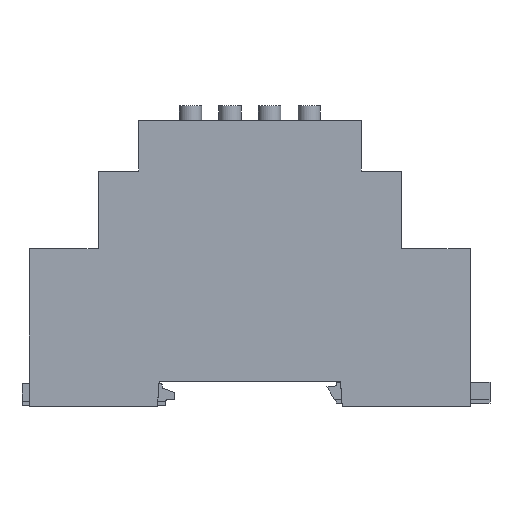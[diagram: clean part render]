
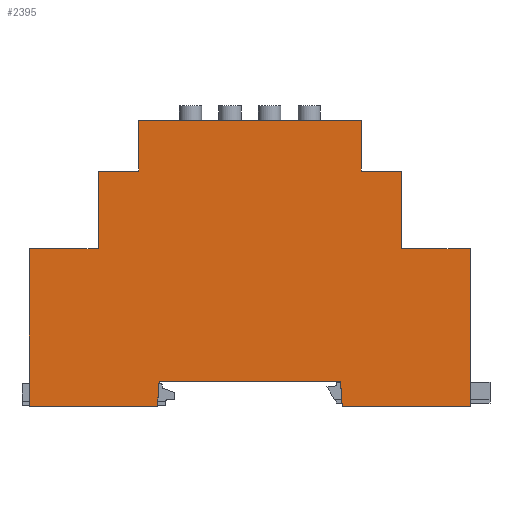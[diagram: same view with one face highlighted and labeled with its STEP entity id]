
A CAD part, left-side view. The second image highlights one B-rep face of the part: STEP entity #2395.
In plain terms, the highlighted planar face has unit normal (-1, 0, 0).
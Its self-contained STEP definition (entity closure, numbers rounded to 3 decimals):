
#2395=ADVANCED_FACE('',(#13524),#13526,.T.);
#13524=FACE_BOUND('',#13525,.T.);
#13525=EDGE_LOOP('',(#23331,#23332,#23333,#23334,#23335,#23336,#23337,#23338,#23339,
#23340,#23341,#23342,#23343,#23344,#23345,#23346));
#13526=PLANE('',#13527);
#13527=AXIS2_PLACEMENT_3D('',#13528,#13529,#13530);
#13528=CARTESIAN_POINT('',(-35.5,0.,0.));
#13529=DIRECTION('',(-1.,0.,0.));
#13530=DIRECTION('',(0.,0.,-1.));
#23331=ORIENTED_EDGE('',*,*,#29768,.T.);
#23332=ORIENTED_EDGE('',*,*,#29769,.T.);
#23333=ORIENTED_EDGE('',*,*,#29770,.T.);
#23334=ORIENTED_EDGE('',*,*,#29771,.T.);
#23335=ORIENTED_EDGE('',*,*,#29772,.T.);
#23336=ORIENTED_EDGE('',*,*,#29773,.T.);
#23337=ORIENTED_EDGE('',*,*,#29774,.T.);
#23338=ORIENTED_EDGE('',*,*,#29775,.T.);
#23339=ORIENTED_EDGE('',*,*,#29776,.T.);
#23340=ORIENTED_EDGE('',*,*,#29777,.T.);
#23341=ORIENTED_EDGE('',*,*,#29778,.T.);
#23342=ORIENTED_EDGE('',*,*,#29191,.T.);
#23343=ORIENTED_EDGE('',*,*,#29767,.T.);
#23344=ORIENTED_EDGE('',*,*,#29779,.T.);
#23345=ORIENTED_EDGE('',*,*,#29780,.T.);
#23346=ORIENTED_EDGE('',*,*,#29781,.T.);
#29191=EDGE_CURVE('',#33361,#33359,#33362,.T.);
#29767=EDGE_CURVE('',#33359,#34504,#34506,.T.);
#29768=EDGE_CURVE('',#34507,#34508,#34509,.T.);
#29769=EDGE_CURVE('',#34508,#34510,#34511,.T.);
#29770=EDGE_CURVE('',#34510,#34512,#34513,.T.);
#29771=EDGE_CURVE('',#34512,#34514,#34515,.T.);
#29772=EDGE_CURVE('',#34514,#34516,#34517,.T.);
#29773=EDGE_CURVE('',#34516,#34518,#34519,.T.);
#29774=EDGE_CURVE('',#34518,#34520,#34521,.T.);
#29775=EDGE_CURVE('',#34520,#34522,#34523,.T.);
#29776=EDGE_CURVE('',#34522,#34524,#34525,.T.);
#29777=EDGE_CURVE('',#34524,#34526,#34527,.T.);
#29778=EDGE_CURVE('',#34526,#33361,#34528,.T.);
#29779=EDGE_CURVE('',#34504,#34529,#34530,.T.);
#29780=EDGE_CURVE('',#34529,#34531,#34532,.T.);
#29781=EDGE_CURVE('',#34531,#34507,#34533,.T.);
#33359=VERTEX_POINT('',#40896);
#33361=VERTEX_POINT('',#40900);
#33362=LINE('',#40901,#40902);
#34504=VERTEX_POINT('',#43261);
#34506=LINE('',#43265,#43266);
#34507=VERTEX_POINT('',#43268);
#34508=VERTEX_POINT('',#43269);
#34509=LINE('',#43270,#43271);
#34510=VERTEX_POINT('',#43273);
#34511=LINE('',#43274,#43275);
#34512=VERTEX_POINT('',#43277);
#34513=LINE('',#43278,#43279);
#34514=VERTEX_POINT('',#43281);
#34515=LINE('',#43282,#43283);
#34516=VERTEX_POINT('',#43285);
#34517=LINE('',#43286,#43287);
#34518=VERTEX_POINT('',#43289);
#34519=LINE('',#43290,#43291);
#34520=VERTEX_POINT('',#43293);
#34521=LINE('',#43294,#43295);
#34522=VERTEX_POINT('',#43297);
#34523=LINE('',#43298,#43299);
#34524=VERTEX_POINT('',#43301);
#34525=LINE('',#43302,#43303);
#34526=VERTEX_POINT('',#43305);
#34527=LINE('',#43306,#43307);
#34528=LINE('',#43309,#43310);
#34529=VERTEX_POINT('',#43312);
#34530=LINE('',#43313,#43314);
#34531=VERTEX_POINT('',#43316);
#34532=LINE('',#43317,#43318);
#34533=LINE('',#43320,#43321);
#40896=CARTESIAN_POINT('',(-35.5,22.5,52.804));
#40900=CARTESIAN_POINT('',(-35.5,-22.5,52.804));
#40901=CARTESIAN_POINT('',(-35.5,-22.5,52.804));
#40902=VECTOR('',#40903,1.);
#40903=DIRECTION('',(0.,1.,0.));
#43261=CARTESIAN_POINT('',(-35.5,22.5,42.606));
#43265=CARTESIAN_POINT('',(-35.5,22.5,52.804));
#43266=VECTOR('',#43267,1.);
#43267=DIRECTION('',(0.,0.,-1.));
#43268=CARTESIAN_POINT('',(-35.5,44.6,26.878));
#43269=CARTESIAN_POINT('',(-35.5,44.6,-4.987));
#43270=CARTESIAN_POINT('',(-35.5,44.6,26.878));
#43271=VECTOR('',#43272,1.);
#43272=DIRECTION('',(0.,0.,-1.));
#43273=CARTESIAN_POINT('',(-35.5,18.7,-4.987));
#43274=CARTESIAN_POINT('',(-35.5,44.6,-4.987));
#43275=VECTOR('',#43276,1.);
#43276=DIRECTION('',(0.,-1.,0.));
#43277=CARTESIAN_POINT('',(-35.5,18.351,0.));
#43278=CARTESIAN_POINT('',(-35.5,18.7,-4.987));
#43279=VECTOR('',#43280,1.);
#43280=DIRECTION('',(0.,-0.07,0.998));
#43281=CARTESIAN_POINT('',(-35.5,-18.351,0.));
#43282=CARTESIAN_POINT('',(-35.5,18.351,0.));
#43283=VECTOR('',#43284,1.);
#43284=DIRECTION('',(0.,-1.,0.));
#43285=CARTESIAN_POINT('',(-35.5,-18.7,-4.987));
#43286=CARTESIAN_POINT('',(-35.5,-18.351,0.));
#43287=VECTOR('',#43288,1.);
#43288=DIRECTION('',(0.,-0.07,-0.998));
#43289=CARTESIAN_POINT('',(-35.5,-44.6,-4.987));
#43290=CARTESIAN_POINT('',(-35.5,-18.7,-4.987));
#43291=VECTOR('',#43292,1.);
#43292=DIRECTION('',(0.,-1.,0.));
#43293=CARTESIAN_POINT('',(-35.5,-44.6,26.878));
#43294=CARTESIAN_POINT('',(-35.5,-44.6,-4.987));
#43295=VECTOR('',#43296,1.);
#43296=DIRECTION('',(0.,0.,1.));
#43297=CARTESIAN_POINT('',(-35.5,-30.7,26.878));
#43298=CARTESIAN_POINT('',(-35.5,-44.6,26.878));
#43299=VECTOR('',#43300,1.);
#43300=DIRECTION('',(0.,1.,0.));
#43301=CARTESIAN_POINT('',(-35.5,-30.7,42.606));
#43302=CARTESIAN_POINT('',(-35.5,-30.7,26.878));
#43303=VECTOR('',#43304,1.);
#43304=DIRECTION('',(0.,0.,1.));
#43305=CARTESIAN_POINT('',(-35.5,-22.5,42.606));
#43306=CARTESIAN_POINT('',(-35.5,-30.7,42.606));
#43307=VECTOR('',#43308,1.);
#43308=DIRECTION('',(0.,1.,0.));
#43309=CARTESIAN_POINT('',(-35.5,-22.5,42.606));
#43310=VECTOR('',#43311,1.);
#43311=DIRECTION('',(0.,0.,1.));
#43312=CARTESIAN_POINT('',(-35.5,30.7,42.606));
#43313=CARTESIAN_POINT('',(-35.5,22.5,42.606));
#43314=VECTOR('',#43315,1.);
#43315=DIRECTION('',(0.,1.,0.));
#43316=CARTESIAN_POINT('',(-35.5,30.7,26.878));
#43317=CARTESIAN_POINT('',(-35.5,30.7,42.606));
#43318=VECTOR('',#43319,1.);
#43319=DIRECTION('',(0.,0.,-1.));
#43320=CARTESIAN_POINT('',(-35.5,30.7,26.878));
#43321=VECTOR('',#43322,1.);
#43322=DIRECTION('',(0.,1.,0.));
